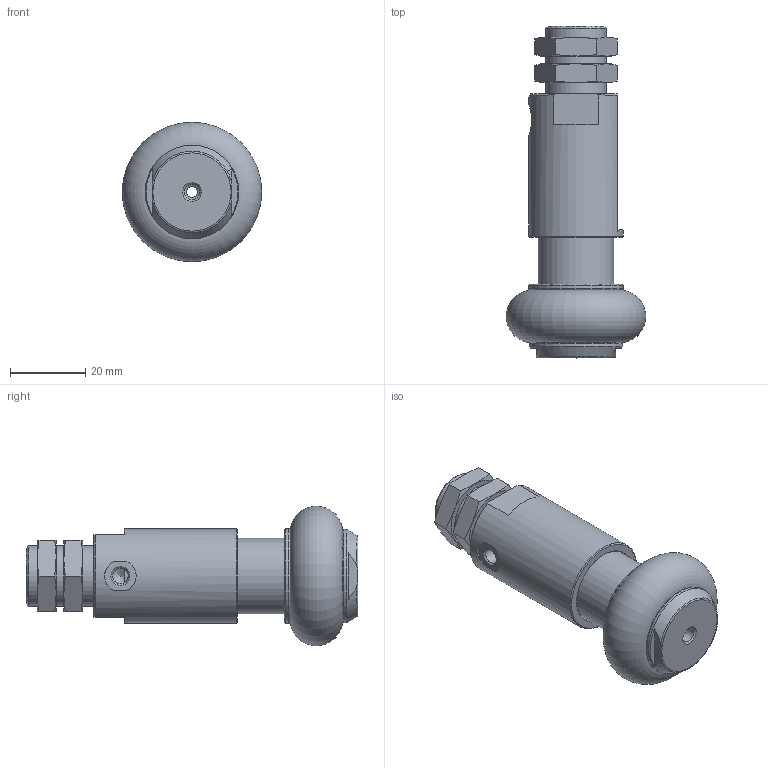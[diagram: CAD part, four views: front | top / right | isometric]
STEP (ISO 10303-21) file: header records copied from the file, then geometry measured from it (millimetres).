
FILE_DESCRIPTION(/* description */ ('STEP AP214'),/* implementation_level */ '2;1');
FILE_NAME(/* name */ '1320793_DHEB-27-E-D-E-P',/* time_stamp */ '2024-08-19T16:47:04+02:00',/* author */ ('License CC BY-ND 4.0'),/* organization */ ('CADENAS'),/* preprocessor_version */ 'ST-DEVELOPER v19.3',/* originating_system */ 'PARTsolutions',/* authorisation */ ' ');
FILE_SCHEMA (('AUTOMOTIVE_DESIGN {1 0 10303 214 3 1 1}'));
Length unit declared in the file: millimetre
Products named in the file (5): 1320793 DHEB-27-E-D-E-P---(AUS); 1328686 DHEB-27-E-D-E-P; 1328723 DHEB-27-E-D-E-P---(AUS); 1448938 DHAS-GB-B14-27-E---(MOD-AUS-D); 348988 SPZ-25-P-A M16X1-5-19
Assembly tree (5 placements, depth 2):
  1320793 DHEB-27-E-D-E-P---(AUS)
    1328686 DHEB-27-E-D-E-P
    1328723 DHEB-27-E-D-E-P---(AUS)
    1448938 DHAS-GB-B14-27-E---(MOD-AUS-D)
    348988 SPZ-25-P-A M16X1-5-19  x2
Bounding box: 36.99 x 88 x 36.99 mm (x, y, z)
Volume: 37713.3 mm3; surface area: 18958.4 mm2
Topology: 5 solids, 5 shells, 95 faces, 210 edges, 133 vertices
Faces by surface type: plane 43, cone 24, cylinder 21, torus 7
Full cylindrical faces by diameter (mm): 2.013 x1, 3 x1, 4.134 x3, 8 x2, 12.5 x3, 13 x1, 14.917 x2, 16 x1, 20 x2, 24.8 x1, 25 x2
Entity records: 2158 total; most frequent: CARTESIAN_POINT 442, DIRECTION 343, ORIENTED_EDGE 254, AXIS2_PLACEMENT_3D 159, FACE_BOUND 141, EDGE_LOOP 139, EDGE_CURVE 127, VERTEX_POINT 104
